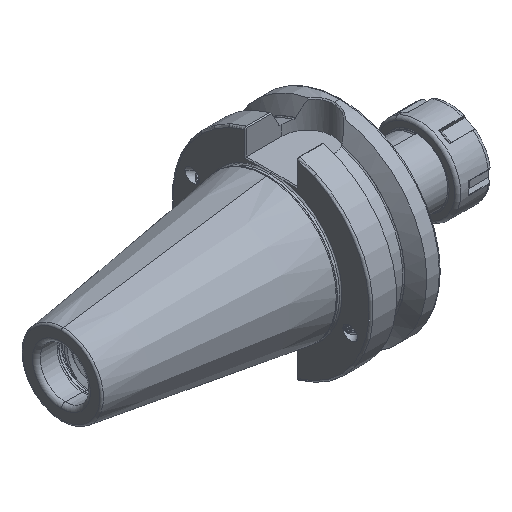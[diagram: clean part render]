
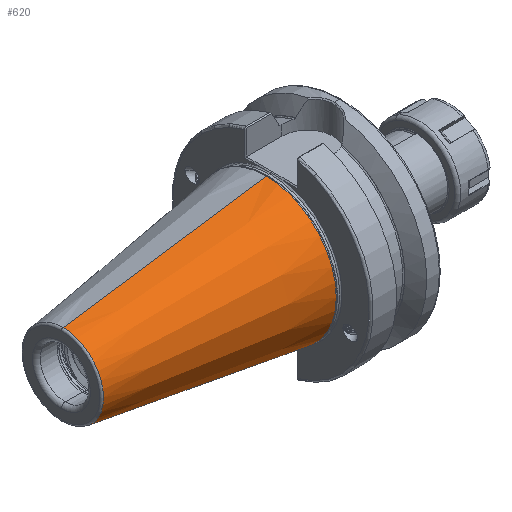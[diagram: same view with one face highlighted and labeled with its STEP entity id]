
A CAD part, isometric view. The second image highlights one B-rep face of the part: STEP entity #620.
In plain terms, the highlighted conical face has half-angle 8.297 degrees and reference radius 34.998 mm.
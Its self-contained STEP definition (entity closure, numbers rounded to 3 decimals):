
#188 = VERTEX_POINT ( 'NONE', #17332 ) ;
#227 = VERTEX_POINT ( 'NONE', #17269 ) ;
#620 = ADVANCED_FACE ( 'NONE', ( #2743 ), #2721, .T. ) ;
#1012 = EDGE_LOOP ( 'NONE', ( #1271, #1196, #1260, #1253 ) ) ;
#1196 = ORIENTED_EDGE ( 'NONE', *, *, #2280, .F. ) ;
#1253 = ORIENTED_EDGE ( 'NONE', *, *, #2268, .T. ) ;
#1260 = ORIENTED_EDGE ( 'NONE', *, *, #2342, .T. ) ;
#1271 = ORIENTED_EDGE ( 'NONE', *, *, #2236, .F. ) ;
#2236 = EDGE_CURVE ( 'NONE', #227, #22720, #3007, .T. ) ;
#2268 = EDGE_CURVE ( 'NONE', #188, #22720, #3001, .T. ) ;
#2280 = EDGE_CURVE ( 'NONE', #23008, #227, #3018, .T. ) ;
#2342 = EDGE_CURVE ( 'NONE', #23008, #188, #3039, .T. ) ;
#2721 = CONICAL_SURFACE ( 'NONE', #18053, 34.998, 0.145 ) ;
#2743 = FACE_OUTER_BOUND ( 'NONE', #1012, .T. ) ;
#3001 = CIRCLE ( 'NONE', #22465, 34.998 ) ;
#3005 = VECTOR ( 'NONE', #15708, 1000. ) ;
#3007 = LINE ( 'NONE', #15697, #3005 ) ;
#3018 = CIRCLE ( 'NONE', #22453, 20.204 ) ;
#3039 = LINE ( 'NONE', #5570, #3081 ) ;
#3081 = VECTOR ( 'NONE', #5573, 1000. ) ;
#5070 = CARTESIAN_POINT ( 'NONE',  ( -2.5, 0., 0. ) ) ;
#5094 = DIRECTION ( 'NONE',  ( 0., 0., 1. ) ) ;
#5100 = DIRECTION ( 'NONE',  ( -1., 0., 0. ) ) ;
#5131 = DIRECTION ( 'NONE',  ( 0., 0., 1. ) ) ;
#5132 = CARTESIAN_POINT ( 'NONE',  ( -103.944, 0., 0. ) ) ;
#5153 = DIRECTION ( 'NONE',  ( -1., 0., 0. ) ) ;
#5570 = CARTESIAN_POINT ( 'NONE',  ( -2.5, 0., -34.998 ) ) ;
#5573 = DIRECTION ( 'NONE',  ( 0.99, 0., -0.144 ) ) ;
#12308 = CARTESIAN_POINT ( 'NONE',  ( -2.5, 0., 0. ) ) ;
#12310 = DIRECTION ( 'NONE',  ( 0., 0., -1. ) ) ;
#12334 = DIRECTION ( 'NONE',  ( 1., 0., 0. ) ) ;
#13615 = CARTESIAN_POINT ( 'NONE',  ( -2.5, 0., 34.998 ) ) ;
#14940 = CARTESIAN_POINT ( 'NONE',  ( -103.944, 0., -20.204 ) ) ;
#15697 = CARTESIAN_POINT ( 'NONE',  ( -2.5, 0., 34.998 ) ) ;
#15708 = DIRECTION ( 'NONE',  ( 0.99, 0., 0.144 ) ) ;
#17269 = CARTESIAN_POINT ( 'NONE',  ( -103.944, 0., 20.204 ) ) ;
#17332 = CARTESIAN_POINT ( 'NONE',  ( -2.5, 0., -34.998 ) ) ;
#18053 = AXIS2_PLACEMENT_3D ( 'NONE', #12308, #12334, #12310 ) ;
#22453 = AXIS2_PLACEMENT_3D ( 'NONE', #5132, #5153, #5131 ) ;
#22465 = AXIS2_PLACEMENT_3D ( 'NONE', #5070, #5100, #5094 ) ;
#22720 = VERTEX_POINT ( 'NONE', #13615 ) ;
#23008 = VERTEX_POINT ( 'NONE', #14940 ) ;
